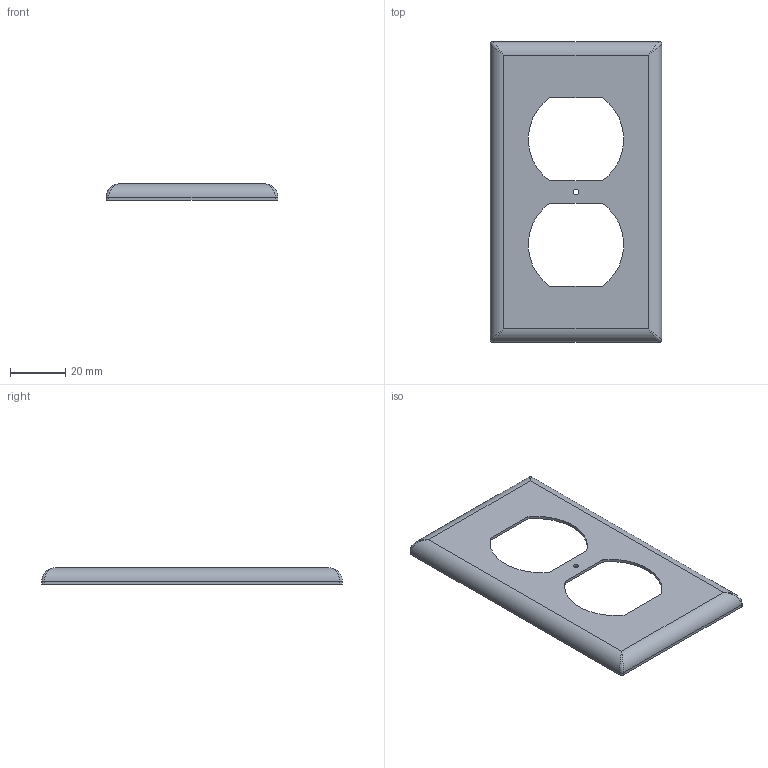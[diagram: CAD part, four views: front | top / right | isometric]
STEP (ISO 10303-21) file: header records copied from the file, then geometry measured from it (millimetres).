
FILE_DESCRIPTION(('FreeCAD Model'),'2;1');
FILE_NAME('Open CASCADE Shape Model','2024-07-23T22:12:29',(''),(''), 'Open CASCADE STEP processor 7.6','FreeCAD','Unknown');
FILE_SCHEMA(('AUTOMOTIVE_DESIGN { 1 0 10303 214 1 1 1 1 }'));
Length unit declared in the file: millimetre
Products named in the file (1): Placa
Bounding box: 62 x 108.52 x 6 mm (x, y, z)
Volume: 5956.2 mm3; surface area: 12473.1 mm2
Topology: 1 solids, 1 shells, 36 faces, 87 edges, 50 vertices
Faces by surface type: cylinder 17, plane 15, bspline 4
Full cylindrical faces by diameter (mm): 2 x1
Entity records: 1203 total; most frequent: CARTESIAN_POINT 378, ORIENTED_EDGE 166, DIRECTION 163, EDGE_CURVE 83, AXIS2_PLACEMENT_3D 55, LINE 53, VECTOR 53, VERTEX_POINT 50
